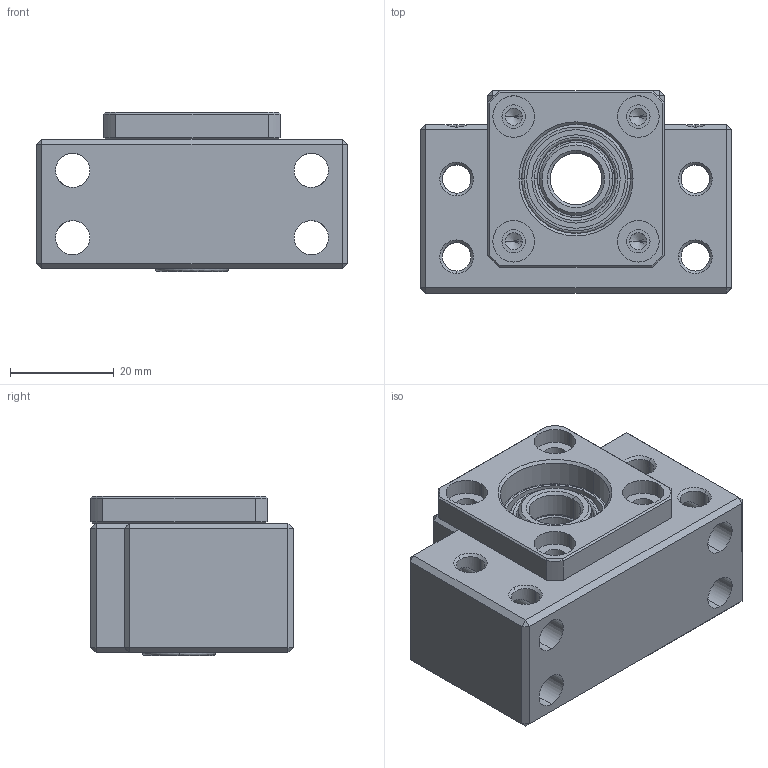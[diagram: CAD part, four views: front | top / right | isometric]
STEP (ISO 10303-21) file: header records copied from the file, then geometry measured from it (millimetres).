
FILE_DESCRIPTION (( 'STEP AP203' ), '1' );
FILE_NAME ('BK10.STEP', '2015-03-16T19:15:19', ( 'Jim Meade' ), ( 'Hewlett-Packard' ), 'SwSTEP 2.0', 'SolidWorks 2015', '' );
FILE_SCHEMA (( 'CONFIG_CONTROL_DESIGN' ));
Length unit declared in the file: millimetre
Products named in the file (1): BK10
Bounding box: 60 x 39 x 30.65 mm (x, y, z)
Volume: 44582.8 mm3; surface area: 25789.1 mm2
Topology: 28 solids, 28 shells, 398 faces, 992 edges, 568 vertices
Faces by surface type: cylinder 126, bspline 124, plane 88, cone 60
Entity records: 13763 total; most frequent: CARTESIAN_POINT 5067, ORIENTED_EDGE 1824, DIRECTION 1782, EDGE_CURVE 912, AXIS2_PLACEMENT_3D 739, VERTEX_POINT 568, CIRCLE 464, EDGE_LOOP 456
